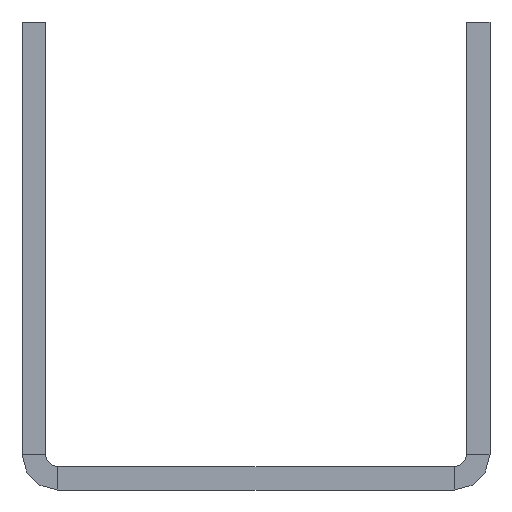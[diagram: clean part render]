
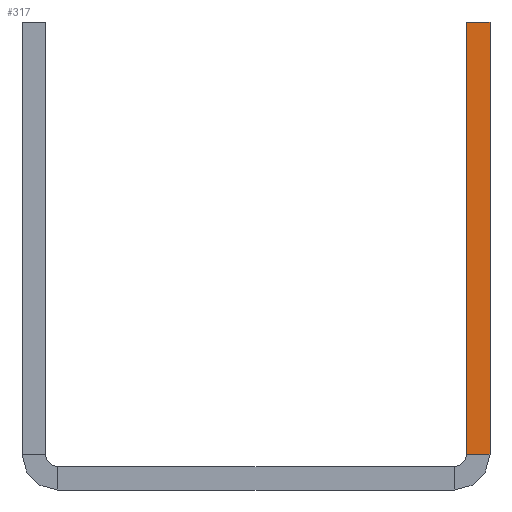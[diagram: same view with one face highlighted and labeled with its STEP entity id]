
A CAD part, front view. The second image highlights one B-rep face of the part: STEP entity #317.
In plain terms, the highlighted planar face has unit normal (0, -1, 0).
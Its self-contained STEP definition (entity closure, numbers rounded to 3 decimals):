
#27=FACE_OUTER_BOUND('',#49,.T.);
#49=EDGE_LOOP('',(#211,#212,#213,#214));
#71=LINE('',#491,#107);
#72=LINE('',#493,#108);
#73=LINE('',#495,#109);
#74=LINE('',#496,#110);
#107=VECTOR('',#393,10.);
#108=VECTOR('',#394,10.);
#109=VECTOR('',#395,10.);
#110=VECTOR('',#396,10.);
#143=VERTEX_POINT('',#489);
#144=VERTEX_POINT('',#490);
#145=VERTEX_POINT('',#492);
#146=VERTEX_POINT('',#494);
#167=EDGE_CURVE('',#143,#144,#71,.T.);
#168=EDGE_CURVE('',#143,#145,#72,.T.);
#169=EDGE_CURVE('',#145,#146,#73,.T.);
#170=EDGE_CURVE('',#144,#146,#74,.T.);
#211=ORIENTED_EDGE('',*,*,#167,.F.);
#212=ORIENTED_EDGE('',*,*,#168,.T.);
#213=ORIENTED_EDGE('',*,*,#169,.T.);
#214=ORIENTED_EDGE('',*,*,#170,.F.);
#299=PLANE('',#359);
#317=ADVANCED_FACE('',(#27),#299,.F.);
#359=AXIS2_PLACEMENT_3D('',#488,#391,#392);
#391=DIRECTION('center_axis',(0.,1.,0.));
#392=DIRECTION('ref_axis',(1.,0.,0.));
#393=DIRECTION('',(-1.,0.,0.));
#394=DIRECTION('',(0.,0.,1.));
#395=DIRECTION('',(-1.,0.,0.));
#396=DIRECTION('',(0.,0.,1.));
#488=CARTESIAN_POINT('Origin',(15.,-3000.,2.3));
#489=CARTESIAN_POINT('',(15.,-3000.,2.3));
#490=CARTESIAN_POINT('',(13.5,-3000.,2.3));
#491=CARTESIAN_POINT('',(14.58,-3000.,2.3));
#492=CARTESIAN_POINT('',(15.,-3000.,30.));
#493=CARTESIAN_POINT('',(15.,-3000.,-12.693));
#494=CARTESIAN_POINT('',(13.5,-3000.,30.));
#495=CARTESIAN_POINT('',(15.,-3000.,30.));
#496=CARTESIAN_POINT('',(13.5,-3000.,2.3));
